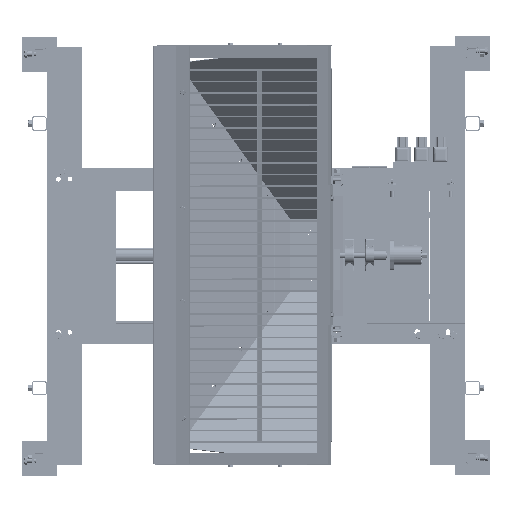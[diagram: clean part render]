
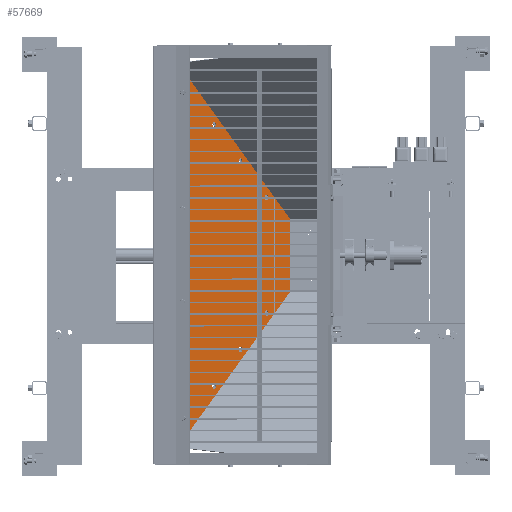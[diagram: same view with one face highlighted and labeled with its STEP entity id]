
A CAD part, top view. The second image highlights one B-rep face of the part: STEP entity #57669.
In plain terms, the highlighted face is planar.
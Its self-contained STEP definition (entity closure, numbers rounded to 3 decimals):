
#3947=CIRCLE('',#62063,12.7);
#3949=CIRCLE('',#62066,12.7);
#3951=CIRCLE('',#62069,12.7);
#3953=CIRCLE('',#62072,12.7);
#3955=CIRCLE('',#62075,12.7);
#3957=CIRCLE('',#62078,12.7);
#3959=CIRCLE('',#62081,12.7);
#3961=CIRCLE('',#62084,12.7);
#26729=VERTEX_POINT('',#93728);
#26730=VERTEX_POINT('',#93729);
#26733=VERTEX_POINT('',#93737);
#26735=VERTEX_POINT('',#93743);
#26737=VERTEX_POINT('',#93752);
#26739=VERTEX_POINT('',#93757);
#26741=VERTEX_POINT('',#93762);
#26743=VERTEX_POINT('',#93767);
#26745=VERTEX_POINT('',#93772);
#26747=VERTEX_POINT('',#93777);
#26749=VERTEX_POINT('',#93782);
#26751=VERTEX_POINT('',#93787);
#29725=VECTOR('',#72746,1.);
#29729=VECTOR('',#72751,1.);
#29732=VECTOR('',#72755,1.);
#29735=VECTOR('',#72759,1.);
#32713=LINE('',#93727,#29725);
#32717=LINE('',#93736,#29729);
#32720=LINE('',#93742,#29732);
#32723=LINE('',#93748,#29735);
#38223=EDGE_CURVE('',#26729,#26730,#32713,.T.);
#38227=EDGE_CURVE('',#26730,#26733,#32717,.T.);
#38230=EDGE_CURVE('',#26733,#26735,#32720,.T.);
#38233=EDGE_CURVE('',#26735,#26729,#32723,.T.);
#38235=EDGE_CURVE('',#26737,#26737,#3947,.T.);
#38237=EDGE_CURVE('',#26739,#26739,#3949,.T.);
#38239=EDGE_CURVE('',#26741,#26741,#3951,.T.);
#38241=EDGE_CURVE('',#26743,#26743,#3953,.T.);
#38243=EDGE_CURVE('',#26745,#26745,#3955,.T.);
#38245=EDGE_CURVE('',#26747,#26747,#3957,.T.);
#38247=EDGE_CURVE('',#26749,#26749,#3959,.T.);
#38249=EDGE_CURVE('',#26751,#26751,#3961,.T.);
#49215=ORIENTED_EDGE('',*,*,#38249,.F.);
#49216=ORIENTED_EDGE('',*,*,#38247,.F.);
#49217=ORIENTED_EDGE('',*,*,#38245,.F.);
#49218=ORIENTED_EDGE('',*,*,#38243,.F.);
#49219=ORIENTED_EDGE('',*,*,#38241,.F.);
#49220=ORIENTED_EDGE('',*,*,#38239,.F.);
#49221=ORIENTED_EDGE('',*,*,#38237,.F.);
#49222=ORIENTED_EDGE('',*,*,#38235,.F.);
#49223=ORIENTED_EDGE('',*,*,#38223,.F.);
#49224=ORIENTED_EDGE('',*,*,#38233,.F.);
#49225=ORIENTED_EDGE('',*,*,#38230,.F.);
#49226=ORIENTED_EDGE('',*,*,#38227,.F.);
#52375=EDGE_LOOP('',(#49215));
#52376=EDGE_LOOP('',(#49216));
#52377=EDGE_LOOP('',(#49217));
#52378=EDGE_LOOP('',(#49218));
#52379=EDGE_LOOP('',(#49219));
#52380=EDGE_LOOP('',(#49220));
#52381=EDGE_LOOP('',(#49221));
#52382=EDGE_LOOP('',(#49222));
#52383=EDGE_LOOP('',(#49223,#49224,#49225,#49226));
#55293=FACE_BOUND('',#52375,.T.);
#55294=FACE_BOUND('',#52376,.T.);
#55295=FACE_BOUND('',#52377,.T.);
#55296=FACE_BOUND('',#52378,.T.);
#55297=FACE_BOUND('',#52379,.T.);
#55298=FACE_BOUND('',#52380,.T.);
#55299=FACE_BOUND('',#52381,.T.);
#55300=FACE_BOUND('',#52382,.T.);
#55301=FACE_BOUND('',#52383,.T.);
#57669=ADVANCED_FACE('',(#55293,#55294,#55295,#55296,#55297,#55298,#55299,
#55300,#55301),#95332,.F.);
#62063=AXIS2_PLACEMENT_3D('',#93751,#72763,#72764);
#62066=AXIS2_PLACEMENT_3D('',#93756,#72769,#72770);
#62069=AXIS2_PLACEMENT_3D('',#93761,#72775,#72776);
#62072=AXIS2_PLACEMENT_3D('',#93766,#72781,#72782);
#62075=AXIS2_PLACEMENT_3D('',#93771,#72787,#72788);
#62078=AXIS2_PLACEMENT_3D('',#93776,#72793,#72794);
#62081=AXIS2_PLACEMENT_3D('',#93781,#72799,#72800);
#62084=AXIS2_PLACEMENT_3D('',#93786,#72805,#72806);
#62086=AXIS2_PLACEMENT_3D('',#93790,#72809,$);
#72746=DIRECTION('',(0.627,0.,0.779));
#72751=DIRECTION('',(1.,0.,0.));
#72755=DIRECTION('',(0.627,0.,-0.779));
#72759=DIRECTION('',(-1.,0.,0.));
#72763=DIRECTION('',(0.,-1.,0.));
#72764=DIRECTION('',(12.7,0.,0.));
#72769=DIRECTION('',(0.,-1.,0.));
#72770=DIRECTION('',(12.7,0.,0.));
#72775=DIRECTION('',(0.,-1.,0.));
#72776=DIRECTION('',(12.7,0.,0.));
#72781=DIRECTION('',(0.,-1.,0.));
#72782=DIRECTION('',(12.7,0.,0.));
#72787=DIRECTION('',(0.,-1.,0.));
#72788=DIRECTION('',(12.7,0.,0.));
#72793=DIRECTION('',(0.,-1.,0.));
#72794=DIRECTION('',(12.7,0.,0.));
#72799=DIRECTION('',(0.,-1.,0.));
#72800=DIRECTION('',(12.7,0.,0.));
#72805=DIRECTION('',(0.,-1.,0.));
#72806=DIRECTION('',(12.7,0.,0.));
#72809=DIRECTION('',(0.,1.,0.));
#93727=CARTESIAN_POINT('',(-0.064,0.,0.091));
#93728=CARTESIAN_POINT('',(-681.038,0.,-845.729));
#93729=CARTESIAN_POINT('',(-0.064,0.,0.091));
#93736=CARTESIAN_POINT('',(317.437,0.,0.091));
#93737=CARTESIAN_POINT('',(317.437,0.,0.091));
#93742=CARTESIAN_POINT('',(998.665,0.,-845.729));
#93743=CARTESIAN_POINT('',(998.665,0.,-845.729));
#93748=CARTESIAN_POINT('',(-681.038,0.,-845.729));
#93751=CARTESIAN_POINT('',(570.683,0.,-375.083));
#93752=CARTESIAN_POINT('',(583.383,0.,-375.083));
#93756=CARTESIAN_POINT('',(730.006,0.,-572.901));
#93757=CARTESIAN_POINT('',(742.706,0.,-572.901));
#93761=CARTESIAN_POINT('',(889.33,0.,-770.719));
#93762=CARTESIAN_POINT('',(902.03,0.,-770.719));
#93766=CARTESIAN_POINT('',(-93.854,0.,-177.158));
#93767=CARTESIAN_POINT('',(-81.154,0.,-177.158));
#93771=CARTESIAN_POINT('',(-253.141,0.,-375.005));
#93772=CARTESIAN_POINT('',(-240.441,0.,-375.005));
#93776=CARTESIAN_POINT('',(-412.429,0.,-572.852));
#93777=CARTESIAN_POINT('',(-399.729,0.,-572.852));
#93781=CARTESIAN_POINT('',(-571.717,0.,-770.699));
#93782=CARTESIAN_POINT('',(-559.017,0.,-770.699));
#93786=CARTESIAN_POINT('',(411.359,0.,-177.265));
#93787=CARTESIAN_POINT('',(424.059,0.,-177.265));
#93790=CARTESIAN_POINT('',(158.79,0.,-560.999));
#95332=PLANE('',#62086);
